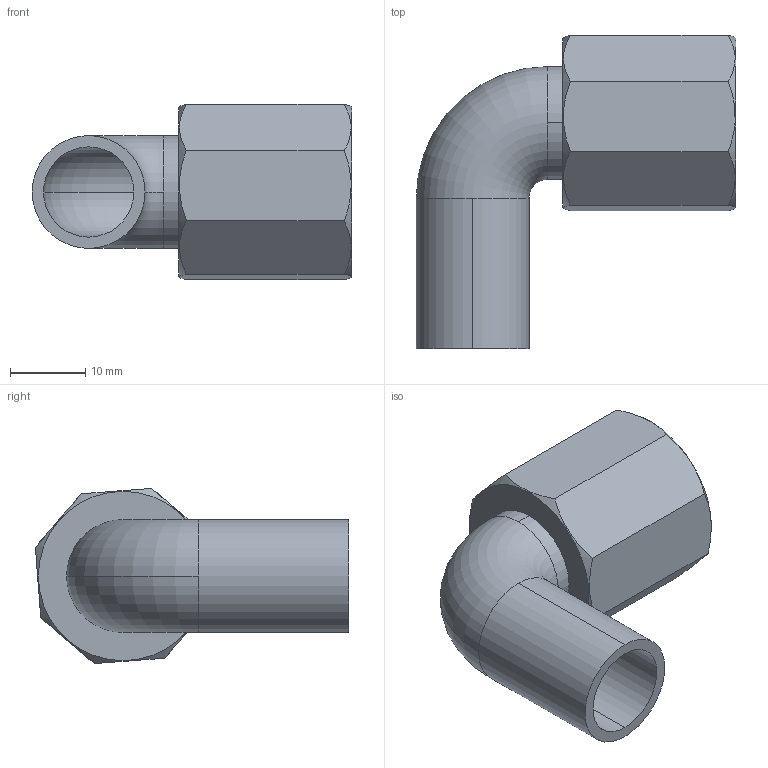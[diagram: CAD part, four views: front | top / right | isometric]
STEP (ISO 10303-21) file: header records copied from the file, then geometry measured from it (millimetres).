
FILE_DESCRIPTION (( 'STEP AP203' ), '1' );
FILE_NAME ('3D_P745_15 x1-2_141319220.STEP', '2024-11-19T12:25:08', ( '' ), ( '' ), 'SwSTEP 2.0', 'SolidWorks 2023', '' );
FILE_SCHEMA (( 'CONFIG_CONTROL_DESIGN' ));
Length unit declared in the file: millimetre
Products named in the file (1): 3D_P745_15 x1-2_141319220
Bounding box: 42.5 x 41.65 x 23.3 mm (x, y, z)
Volume: 5392.2 mm3; surface area: 7257.3 mm2
Topology: 1 solids, 1 shells, 56 faces, 152 edges, 100 vertices
Faces by surface type: cylinder 31, plane 12, cone 6, torus 4, bspline 3
Entity records: 6370 total; most frequent: CARTESIAN_POINT 5004, ORIENTED_EDGE 304, DIRECTION 232, EDGE_CURVE 152, VERTEX_POINT 100, AXIS2_PLACEMENT_3D 94, EDGE_LOOP 60, ADVANCED_FACE 56
